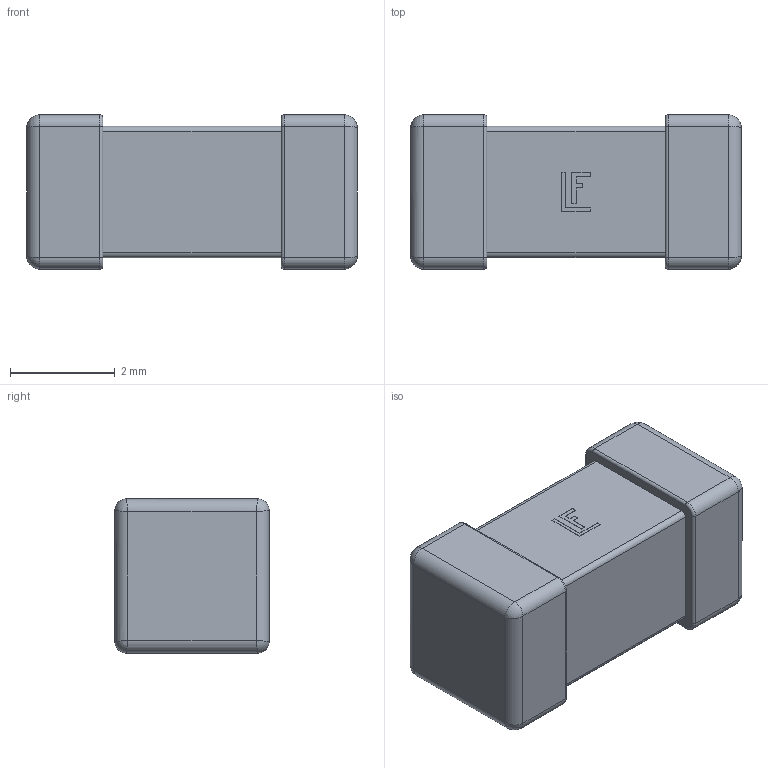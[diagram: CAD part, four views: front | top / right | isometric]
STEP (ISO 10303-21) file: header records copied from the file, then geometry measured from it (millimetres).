
FILE_DESCRIPTION(('STEP AP214'), '1');
FILE_NAME('LTL-451', '2020-06-15T10:57:09', ('AF'), (''), 'UNSPECIFIED', 'UNSPECIFIED', '');
FILE_SCHEMA(('AUTOMOTIVE_DESIGN { 1 0 10303 214 3 1 1}'));
Length unit declared in the file: millimetre
Bounding box: 6.3 x 2.94 x 2.94 mm (x, y, z)
Volume: 45.9 mm3; surface area: 85.3 mm2
Topology: 1 solids, 1 shells, 78 faces, 192 edges, 114 vertices
Faces by surface type: plane 34, cylinder 28, torus 8, bspline 8
Entity records: 4059 total; most frequent: CARTESIAN_POINT 1623, DIRECTION 358, ORIENTED_EDGE 352, EDGE_CURVE 176, LINE 120, VECTOR 120, AXIS2_PLACEMENT_3D 119, VERTEX_POINT 104
